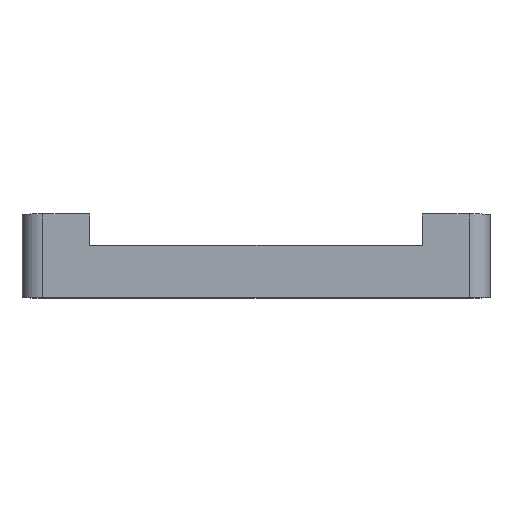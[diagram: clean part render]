
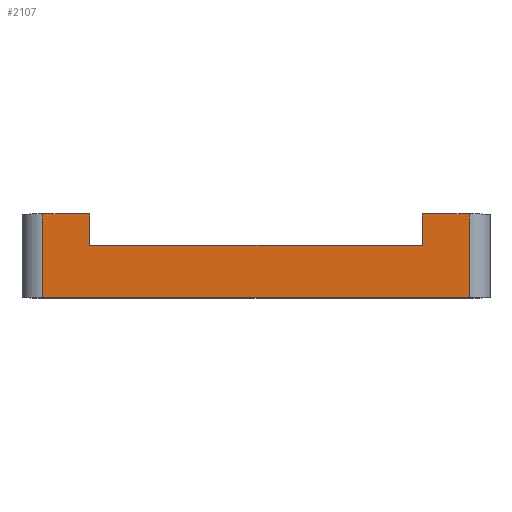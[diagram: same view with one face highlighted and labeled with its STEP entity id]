
A CAD part, top view. The second image highlights one B-rep face of the part: STEP entity #2107.
In plain terms, the highlighted planar face has unit normal (0, 0, 1).
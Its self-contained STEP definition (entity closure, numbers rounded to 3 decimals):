
#12 = DIRECTION ( 'NONE',  ( 1., 0., 0. ) ) ;
#28 = CARTESIAN_POINT ( 'NONE',  ( 16., 5., 22.5 ) ) ;
#96 = LINE ( 'NONE', #465, #296 ) ;
#192 = CARTESIAN_POINT ( 'NONE',  ( -20.5, 0., 22.5 ) ) ;
#259 = DIRECTION ( 'NONE',  ( 0., -1., 0. ) ) ;
#296 = VECTOR ( 'NONE', #2692, 1000. ) ;
#465 = CARTESIAN_POINT ( 'NONE',  ( 16., 8., 22.5 ) ) ;
#545 = CARTESIAN_POINT ( 'NONE',  ( 20.5, 8., 22.5 ) ) ;
#549 = EDGE_LOOP ( 'NONE', ( #1534, #1239, #668, #1051, #1326, #3899, #2281, #2066 ) ) ;
#606 = CARTESIAN_POINT ( 'NONE',  ( 16., 8., 22.5 ) ) ;
#612 = DIRECTION ( 'NONE',  ( 0., -1., 0. ) ) ;
#668 = ORIENTED_EDGE ( 'NONE', *, *, #2790, .F. ) ;
#709 = VERTEX_POINT ( 'NONE', #1179 ) ;
#725 = FACE_OUTER_BOUND ( 'NONE', #549, .T. ) ;
#869 = VECTOR ( 'NONE', #2730, 1000. ) ;
#912 = VERTEX_POINT ( 'NONE', #3836 ) ;
#1051 = ORIENTED_EDGE ( 'NONE', *, *, #2655, .T. ) ;
#1082 = VECTOR ( 'NONE', #2806, 1000. ) ;
#1179 = CARTESIAN_POINT ( 'NONE',  ( 20.5, 0., 22.5 ) ) ;
#1237 = VERTEX_POINT ( 'NONE', #2774 ) ;
#1239 = ORIENTED_EDGE ( 'NONE', *, *, #1369, .F. ) ;
#1266 = CARTESIAN_POINT ( 'NONE',  ( -16., 8., 22.5 ) ) ;
#1326 = ORIENTED_EDGE ( 'NONE', *, *, #3483, .F. ) ;
#1360 = VERTEX_POINT ( 'NONE', #606 ) ;
#1362 = PLANE ( 'NONE',  #1921 ) ;
#1369 = EDGE_CURVE ( 'NONE', #2184, #709, #1828, .T. ) ;
#1526 = CARTESIAN_POINT ( 'NONE',  ( -20.5, 8., 22.5 ) ) ;
#1534 = ORIENTED_EDGE ( 'NONE', *, *, #2261, .T. ) ;
#1561 = CARTESIAN_POINT ( 'NONE',  ( -16., 5., 22.5 ) ) ;
#1749 = VECTOR ( 'NONE', #259, 1000. ) ;
#1759 = LINE ( 'NONE', #192, #869 ) ;
#1828 = LINE ( 'NONE', #2540, #1749 ) ;
#1915 = DIRECTION ( 'NONE',  ( 0., -1., 0. ) ) ;
#1921 = AXIS2_PLACEMENT_3D ( 'NONE', #2116, #3331, #3950 ) ;
#2052 = VERTEX_POINT ( 'NONE', #2663 ) ;
#2061 = VECTOR ( 'NONE', #612, 1000. ) ;
#2066 = ORIENTED_EDGE ( 'NONE', *, *, #3146, .T. ) ;
#2107 = ADVANCED_FACE ( 'NONE', ( #725 ), #1362, .F. ) ;
#2116 = CARTESIAN_POINT ( 'NONE',  ( -20.5, 5., 22.5 ) ) ;
#2184 = VERTEX_POINT ( 'NONE', #545 ) ;
#2261 = EDGE_CURVE ( 'NONE', #2052, #709, #1759, .T. ) ;
#2281 = ORIENTED_EDGE ( 'NONE', *, *, #2565, .F. ) ;
#2467 = VECTOR ( 'NONE', #2523, 1000. ) ;
#2523 = DIRECTION ( 'NONE',  ( 0., -1., 0. ) ) ;
#2524 = CARTESIAN_POINT ( 'NONE',  ( -20.5, 5., 22.5 ) ) ;
#2540 = CARTESIAN_POINT ( 'NONE',  ( 20.5, 5., 22.5 ) ) ;
#2546 = CARTESIAN_POINT ( 'NONE',  ( -20.5, 5., 22.5 ) ) ;
#2565 = EDGE_CURVE ( 'NONE', #1237, #912, #3115, .T. ) ;
#2566 = LINE ( 'NONE', #4100, #2822 ) ;
#2655 = EDGE_CURVE ( 'NONE', #1360, #3199, #2566, .T. ) ;
#2663 = CARTESIAN_POINT ( 'NONE',  ( -20.5, 0., 22.5 ) ) ;
#2692 = DIRECTION ( 'NONE',  ( 1., 0., 0. ) ) ;
#2730 = DIRECTION ( 'NONE',  ( 1., 0., 0. ) ) ;
#2773 = VERTEX_POINT ( 'NONE', #1561 ) ;
#2774 = CARTESIAN_POINT ( 'NONE',  ( -20.5, 8., 22.5 ) ) ;
#2790 = EDGE_CURVE ( 'NONE', #1360, #2184, #96, .T. ) ;
#2806 = DIRECTION ( 'NONE',  ( 1., 0., 0. ) ) ;
#2822 = VECTOR ( 'NONE', #1915, 1000. ) ;
#3115 = LINE ( 'NONE', #1526, #1082 ) ;
#3139 = EDGE_CURVE ( 'NONE', #912, #2773, #3535, .T. ) ;
#3146 = EDGE_CURVE ( 'NONE', #1237, #2052, #3479, .T. ) ;
#3199 = VERTEX_POINT ( 'NONE', #28 ) ;
#3331 = DIRECTION ( 'NONE',  ( 0., 0., -1. ) ) ;
#3479 = LINE ( 'NONE', #2546, #2467 ) ;
#3483 = EDGE_CURVE ( 'NONE', #2773, #3199, #4099, .T. ) ;
#3535 = LINE ( 'NONE', #1266, #2061 ) ;
#3836 = CARTESIAN_POINT ( 'NONE',  ( -16., 8., 22.5 ) ) ;
#3899 = ORIENTED_EDGE ( 'NONE', *, *, #3139, .F. ) ;
#3950 = DIRECTION ( 'NONE',  ( 0., -1., 0. ) ) ;
#3984 = VECTOR ( 'NONE', #12, 1000. ) ;
#4099 = LINE ( 'NONE', #2524, #3984 ) ;
#4100 = CARTESIAN_POINT ( 'NONE',  ( 16., 8., 22.5 ) ) ;
